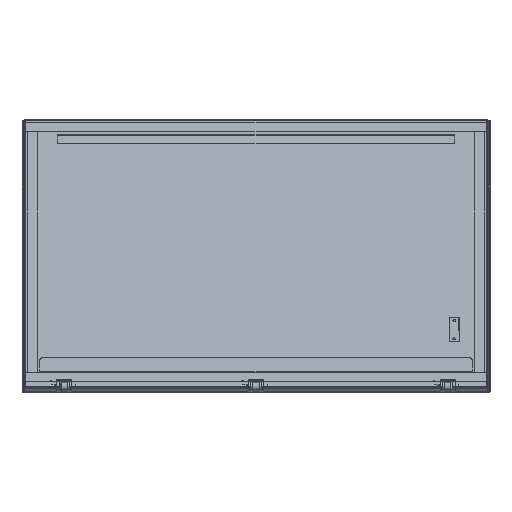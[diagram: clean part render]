
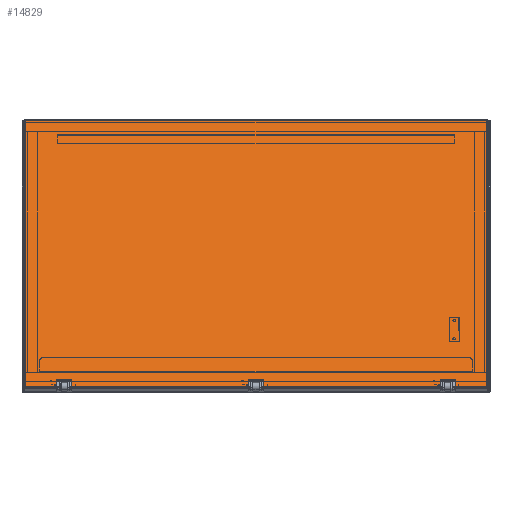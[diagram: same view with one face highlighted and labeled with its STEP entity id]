
A CAD part, front view. The second image highlights one B-rep face of the part: STEP entity #14829.
In plain terms, the highlighted face is planar.
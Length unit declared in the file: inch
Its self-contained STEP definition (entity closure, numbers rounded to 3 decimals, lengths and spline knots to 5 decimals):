
#666 = VERTEX_POINT ( 'NONE', #65851 ) ;
#706 = CARTESIAN_POINT ( 'NONE',  ( -0.395, 10.01346, 38.62693 ) ) ;
#1986 = EDGE_CURVE ( 'NONE', #41516, #56074, #14192, .T. ) ;
#3137 = ORIENTED_EDGE ( 'NONE', *, *, #6032, .T. ) ;
#3591 = VECTOR ( 'NONE', #60809, 39.37008 ) ;
#3717 = CARTESIAN_POINT ( 'NONE',  ( 17.875, 9.58637, 38.47148 ) ) ;
#4029 = ORIENTED_EDGE ( 'NONE', *, *, #34431, .T. ) ;
#4242 = CARTESIAN_POINT ( 'NONE',  ( -14.355, 9.58637, 38.47148 ) ) ;
#5370 = EDGE_CURVE ( 'NONE', #41835, #23420, #35870, .T. ) ;
#6032 = EDGE_CURVE ( 'NONE', #37762, #35291, #57641, .T. ) ;
#6065 = AXIS2_PLACEMENT_3D ( 'NONE', #39851, #18397, #29272 ) ;
#6110 = VECTOR ( 'NONE', #63849, 39.37008 ) ;
#6717 = CARTESIAN_POINT ( 'NONE',  ( 0.395, 10.11494, 38.66387 ) ) ;
#7979 = VERTEX_POINT ( 'NONE', #40856 ) ;
#8099 = LINE ( 'NONE', #55945, #35035 ) ;
#8150 = EDGE_CURVE ( 'NONE', #35652, #25912, #22932, .T. ) ;
#8418 = LINE ( 'NONE', #10859, #66571 ) ;
#9164 = CARTESIAN_POINT ( 'NONE',  ( 15.145, 9.58637, 38.47148 ) ) ;
#10773 = ORIENTED_EDGE ( 'NONE', *, *, #31459, .T. ) ;
#10852 = DIRECTION ( 'NONE',  ( 0., 0.94, 0.342 ) ) ;
#10859 = CARTESIAN_POINT ( 'NONE',  ( -14.355, 10.11494, 38.66387 ) ) ;
#11846 = LINE ( 'NONE', #23981, #64927 ) ;
#12255 = EDGE_CURVE ( 'NONE', #25912, #56059, #35750, .T. ) ;
#12415 = DIRECTION ( 'NONE',  ( 0., 0.94, 0.342 ) ) ;
#14192 = LINE ( 'NONE', #40150, #60572 ) ;
#14588 = CARTESIAN_POINT ( 'NONE',  ( 17.767, 10.01346, 38.62693 ) ) ;
#14829 = ADVANCED_FACE ( 'NONE', ( #27833 ), #56305, .T. ) ;
#15129 = EDGE_CURVE ( 'NONE', #56074, #41835, #8418, .T. ) ;
#17637 = ORIENTED_EDGE ( 'NONE', *, *, #25571, .T. ) ;
#18024 = EDGE_CURVE ( 'NONE', #666, #33624, #52819, .T. ) ;
#18397 = DIRECTION ( 'NONE',  ( 0., -0.342, 0.94 ) ) ;
#20488 = EDGE_CURVE ( 'NONE', #666, #61200, #59270, .T. ) ;
#21652 = CARTESIAN_POINT ( 'NONE',  ( -17.767, 10.01346, 38.62693 ) ) ;
#21813 = CARTESIAN_POINT ( 'NONE',  ( 15.145, 10.01346, 38.62693 ) ) ;
#21893 = DIRECTION ( 'NONE',  ( 0., -0.94, -0.342 ) ) ;
#22932 = LINE ( 'NONE', #47630, #53998 ) ;
#23299 = EDGE_CURVE ( 'NONE', #58517, #35652, #37622, .T. ) ;
#23420 = VERTEX_POINT ( 'NONE', #51958 ) ;
#23981 = CARTESIAN_POINT ( 'NONE',  ( 17.875, 9.58637, 38.47148 ) ) ;
#24007 = CARTESIAN_POINT ( 'NONE',  ( -15.145, 10.11494, 38.66387 ) ) ;
#24448 = CARTESIAN_POINT ( 'NONE',  ( 15.145, 10.11494, 38.66387 ) ) ;
#24636 = LINE ( 'NONE', #6717, #3591 ) ;
#24638 = ORIENTED_EDGE ( 'NONE', *, *, #52777, .T. ) ;
#24823 = VECTOR ( 'NONE', #57327, 39.37008 ) ;
#25571 = EDGE_CURVE ( 'NONE', #35291, #61200, #48252, .T. ) ;
#25792 = EDGE_LOOP ( 'NONE', ( #51252, #3137, #17637, #38039, #39542, #29094, #66145, #52099, #40157, #4029, #10773, #24638, #41279, #64158, #65690, #52369 ) ) ;
#25912 = VERTEX_POINT ( 'NONE', #50339 ) ;
#26082 = EDGE_CURVE ( 'NONE', #33624, #58517, #48194, .T. ) ;
#26180 = CARTESIAN_POINT ( 'NONE',  ( 17.767, 10.01346, 38.62693 ) ) ;
#26375 = CARTESIAN_POINT ( 'NONE',  ( 14.355, 10.11494, 38.66387 ) ) ;
#26944 = DIRECTION ( 'NONE',  ( -1., 0., 0. ) ) ;
#27323 = LINE ( 'NONE', #24007, #53379 ) ;
#27833 = FACE_OUTER_BOUND ( 'NONE', #25792, .T. ) ;
#28355 = VECTOR ( 'NONE', #26944, 39.37008 ) ;
#29072 = CARTESIAN_POINT ( 'NONE',  ( -15.145, 10.01346, 38.62693 ) ) ;
#29087 = EDGE_CURVE ( 'NONE', #43047, #41516, #8099, .T. ) ;
#29094 = ORIENTED_EDGE ( 'NONE', *, *, #26082, .T. ) ;
#29272 = DIRECTION ( 'NONE',  ( 0., 0.94, 0.342 ) ) ;
#31459 = EDGE_CURVE ( 'NONE', #7979, #56512, #24636, .T. ) ;
#32955 = CARTESIAN_POINT ( 'NONE',  ( 17.767, -10.51601, 31.15482 ) ) ;
#32996 = CARTESIAN_POINT ( 'NONE',  ( -14.355, 10.01346, 38.62693 ) ) ;
#33624 = VERTEX_POINT ( 'NONE', #14588 ) ;
#34386 = DIRECTION ( 'NONE',  ( 0., 0.94, 0.342 ) ) ;
#34431 = EDGE_CURVE ( 'NONE', #56059, #7979, #41853, .T. ) ;
#35035 = VECTOR ( 'NONE', #12415, 39.37008 ) ;
#35291 = VERTEX_POINT ( 'NONE', #21652 ) ;
#35536 = DIRECTION ( 'NONE',  ( 0., -0.94, -0.342 ) ) ;
#35652 = VERTEX_POINT ( 'NONE', #9164 ) ;
#35750 = LINE ( 'NONE', #26375, #67782 ) ;
#35870 = LINE ( 'NONE', #3717, #24823 ) ;
#35939 = VECTOR ( 'NONE', #35536, 39.37008 ) ;
#37622 = LINE ( 'NONE', #24448, #35939 ) ;
#37762 = VERTEX_POINT ( 'NONE', #29072 ) ;
#38039 = ORIENTED_EDGE ( 'NONE', *, *, #20488, .F. ) ;
#38155 = DIRECTION ( 'NONE',  ( 0., 0.94, 0.342 ) ) ;
#38254 = VECTOR ( 'NONE', #40607, 39.37008 ) ;
#38549 = VECTOR ( 'NONE', #10852, 39.37008 ) ;
#39120 = CARTESIAN_POINT ( 'NONE',  ( 14.355, 10.01346, 38.62693 ) ) ;
#39542 = ORIENTED_EDGE ( 'NONE', *, *, #18024, .T. ) ;
#39851 = CARTESIAN_POINT ( 'NONE',  ( 17.875, 10.11494, 38.66387 ) ) ;
#40150 = CARTESIAN_POINT ( 'NONE',  ( 17.767, 10.01346, 38.62693 ) ) ;
#40157 = ORIENTED_EDGE ( 'NONE', *, *, #12255, .T. ) ;
#40372 = CARTESIAN_POINT ( 'NONE',  ( -17.767, 10.01346, 38.62693 ) ) ;
#40607 = DIRECTION ( 'NONE',  ( 0., -0.94, -0.342 ) ) ;
#40856 = CARTESIAN_POINT ( 'NONE',  ( 0.395, 10.01346, 38.62693 ) ) ;
#41279 = ORIENTED_EDGE ( 'NONE', *, *, #29087, .T. ) ;
#41516 = VERTEX_POINT ( 'NONE', #706 ) ;
#41835 = VERTEX_POINT ( 'NONE', #4242 ) ;
#41853 = LINE ( 'NONE', #52803, #28355 ) ;
#43047 = VERTEX_POINT ( 'NONE', #65738 ) ;
#44925 = VECTOR ( 'NONE', #51878, 39.37008 ) ;
#46321 = CARTESIAN_POINT ( 'NONE',  ( -17.767, -10.51601, 31.15482 ) ) ;
#47433 = DIRECTION ( 'NONE',  ( -1., 0., 0. ) ) ;
#47630 = CARTESIAN_POINT ( 'NONE',  ( 17.875, 9.58637, 38.47148 ) ) ;
#48194 = LINE ( 'NONE', #26180, #6110 ) ;
#48252 = LINE ( 'NONE', #40372, #38254 ) ;
#50339 = CARTESIAN_POINT ( 'NONE',  ( 14.355, 9.58637, 38.47148 ) ) ;
#50706 = CARTESIAN_POINT ( 'NONE',  ( 17.767, -10.51601, 31.15482 ) ) ;
#51252 = ORIENTED_EDGE ( 'NONE', *, *, #64931, .T. ) ;
#51297 = DIRECTION ( 'NONE',  ( -1., 0., 0. ) ) ;
#51878 = DIRECTION ( 'NONE',  ( -1., 0., 0. ) ) ;
#51958 = CARTESIAN_POINT ( 'NONE',  ( -15.145, 9.58637, 38.47148 ) ) ;
#52099 = ORIENTED_EDGE ( 'NONE', *, *, #8150, .T. ) ;
#52369 = ORIENTED_EDGE ( 'NONE', *, *, #5370, .T. ) ;
#52626 = CARTESIAN_POINT ( 'NONE',  ( 17.767, 10.01346, 38.62693 ) ) ;
#52777 = EDGE_CURVE ( 'NONE', #56512, #43047, #11846, .T. ) ;
#52803 = CARTESIAN_POINT ( 'NONE',  ( 17.767, 10.01346, 38.62693 ) ) ;
#52819 = LINE ( 'NONE', #32955, #38549 ) ;
#53299 = DIRECTION ( 'NONE',  ( -1., 0., 0. ) ) ;
#53379 = VECTOR ( 'NONE', #34386, 39.37008 ) ;
#53998 = VECTOR ( 'NONE', #53299, 39.37008 ) ;
#55945 = CARTESIAN_POINT ( 'NONE',  ( -0.395, 10.11494, 38.66387 ) ) ;
#56059 = VERTEX_POINT ( 'NONE', #39120 ) ;
#56074 = VERTEX_POINT ( 'NONE', #32996 ) ;
#56305 = PLANE ( 'NONE',  #6065 ) ;
#56512 = VERTEX_POINT ( 'NONE', #69961 ) ;
#57327 = DIRECTION ( 'NONE',  ( -1., 0., 0. ) ) ;
#57641 = LINE ( 'NONE', #52626, #61828 ) ;
#58517 = VERTEX_POINT ( 'NONE', #21813 ) ;
#59270 = LINE ( 'NONE', #50706, #44925 ) ;
#60572 = VECTOR ( 'NONE', #62031, 39.37008 ) ;
#60809 = DIRECTION ( 'NONE',  ( 0., -0.94, -0.342 ) ) ;
#61200 = VERTEX_POINT ( 'NONE', #46321 ) ;
#61828 = VECTOR ( 'NONE', #47433, 39.37008 ) ;
#62031 = DIRECTION ( 'NONE',  ( -1., 0., 0. ) ) ;
#63849 = DIRECTION ( 'NONE',  ( -1., 0., 0. ) ) ;
#64158 = ORIENTED_EDGE ( 'NONE', *, *, #1986, .T. ) ;
#64927 = VECTOR ( 'NONE', #51297, 39.37008 ) ;
#64931 = EDGE_CURVE ( 'NONE', #23420, #37762, #27323, .T. ) ;
#65690 = ORIENTED_EDGE ( 'NONE', *, *, #15129, .T. ) ;
#65738 = CARTESIAN_POINT ( 'NONE',  ( -0.395, 9.58637, 38.47148 ) ) ;
#65851 = CARTESIAN_POINT ( 'NONE',  ( 17.767, -10.51601, 31.15482 ) ) ;
#66145 = ORIENTED_EDGE ( 'NONE', *, *, #23299, .T. ) ;
#66571 = VECTOR ( 'NONE', #21893, 39.37008 ) ;
#67782 = VECTOR ( 'NONE', #38155, 39.37008 ) ;
#69961 = CARTESIAN_POINT ( 'NONE',  ( 0.395, 9.58637, 38.47148 ) ) ;
